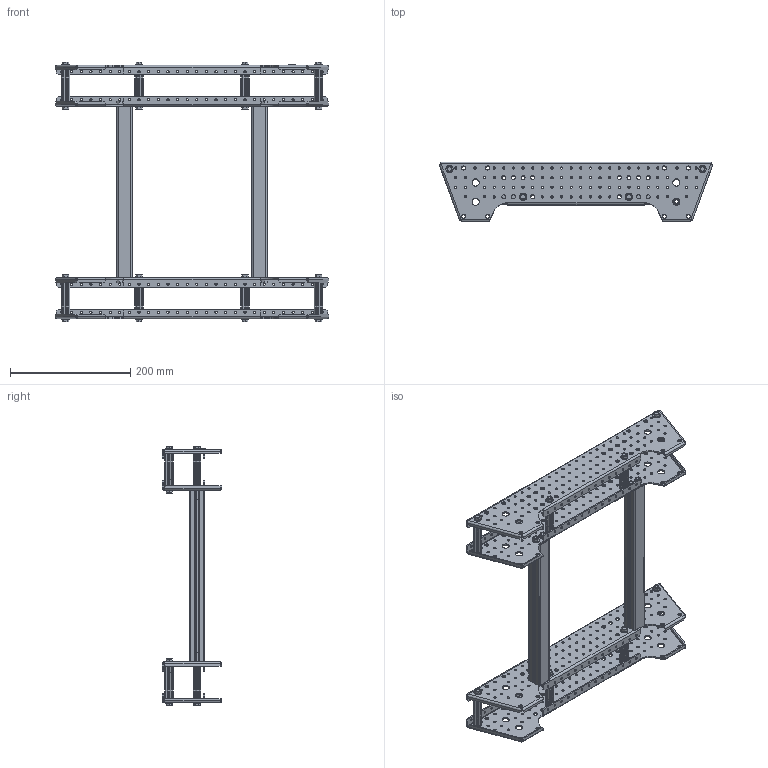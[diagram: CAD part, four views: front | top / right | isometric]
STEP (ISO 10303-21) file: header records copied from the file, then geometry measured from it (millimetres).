
FILE_DESCRIPTION (( 'STEP AP214' ), '1' );
FILE_NAME ('BTRNWNN TileRiser Frame Only.STEP', '2021-09-15T16:57:52', ( '' ), ( '' ), 'SwSTEP 2.0', 'SolidWorks 2021', '' );
FILE_SCHEMA (( 'AUTOMOTIVE_DESIGN' ));
Length unit declared in the file: inch
Products named in the file (6): 63mm Churro; 11.250in Peanut; FHTS 0.25-20-0.75_FHTS 0.25-20-G-0.75-C; 6mm x 12mm Flanged -Mcm 7804K142_7804K142; BTRNWNN TileRiser Frame Only; TileRiser 21 V2 Plate
Assembly tree (39 placements, depth 2):
  BTRNWNN TileRiser Frame Only
    TileRiser 21 V2 Plate  x4
    63mm Churro  x8
    11.250in Peanut  x2
    FHTS 0.25-20-0.75_FHTS 0.25-20-G-0.75-C  x24
    6mm x 12mm Flanged -Mcm 7804K142_7804K142
Bounding box: 454.33 x 98.65 x 432.03 mm (x, y, z)
Volume: 545432.6 mm3; surface area: 574876.8 mm2
Topology: 54 solids, 54 shells, 2399 faces, 6530 edges, 4288 vertices
Faces by surface type: cylinder 1566, plane 741, cone 54, sphere 24, bspline 8, torus 6
Entity records: 19031 total; most frequent: DIRECTION 3416, CARTESIAN_POINT 3120, ORIENTED_EDGE 2896, EDGE_CURVE 1448, AXIS2_PLACEMENT_3D 1396, VERTEX_POINT 952, EDGE_LOOP 856, CIRCLE 816
